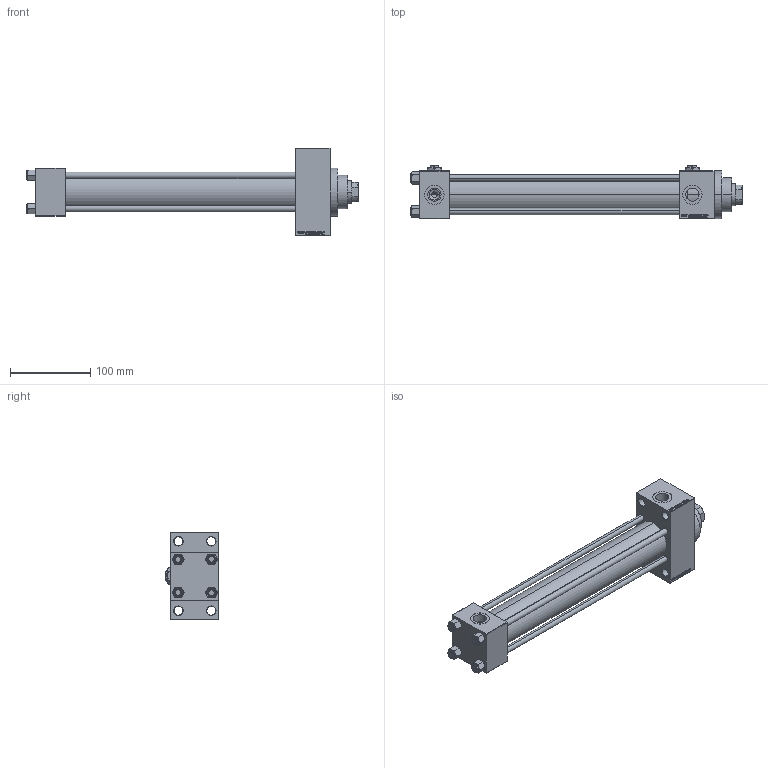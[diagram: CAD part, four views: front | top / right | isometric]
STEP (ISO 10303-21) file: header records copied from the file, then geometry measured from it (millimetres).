
FILE_DESCRIPTION (( 'STEP AP203' ), '1' );
FILE_NAME ('40ec.STEP', '2022-04-16T04:40:06', ( '' ), ( '' ), 'SwSTEP 2.0', 'SolidWorks 2019', '' );
FILE_SCHEMA (( 'CONFIG_CONTROL_DESIGN' ));
Length unit declared in the file: millimetre
Products named in the file (7): 40ec; V215CR_VCP_D 241a8e55edca3dbe4639fef91b048cbd; V215_VC_A 241a8e55edca3dbe4639fef91b048cbd; V215CR_D_Body 241a8e55edca3dbe4639fef91b048cbd; V215CR_D_TYCINKA 241a8e55edca3dbe4639fef91b048cbd; NUT_M5_D 241a8e55edca3dbe4639fef91b048cbd; Zatka_pro_OIL_PORT 241a8e55edca3dbe4639fef91b048cbd
Assembly tree (13 placements, depth 2):
  40ec
    V215CR_D_Body 241a8e55edca3dbe4639fef91b048cbd
    V215CR_VCP_D 241a8e55edca3dbe4639fef91b048cbd
    NUT_M5_D 241a8e55edca3dbe4639fef91b048cbd  x4
    V215CR_D_TYCINKA 241a8e55edca3dbe4639fef91b048cbd  x4
    V215_VC_A 241a8e55edca3dbe4639fef91b048cbd
    Zatka_pro_OIL_PORT 241a8e55edca3dbe4639fef91b048cbd  x2
Bounding box: 415 x 67 x 109 mm (x, y, z)
Volume: 807557.8 mm3; surface area: 237215.7 mm2
Topology: 13 solids, 13 shells, 1215 faces, 3014 edges, 1940 vertices
Faces by surface type: plane 550, bspline 368, cone 186, cylinder 103, torus 8
Entity records: 49604 total; most frequent: CARTESIAN_POINT 25755, ORIENTED_EDGE 5328, DIRECTION 3516, EDGE_CURVE 2664, VERTEX_POINT 1738, VECTOR 1560, LINE 1560, EDGE_LOOP 1190
